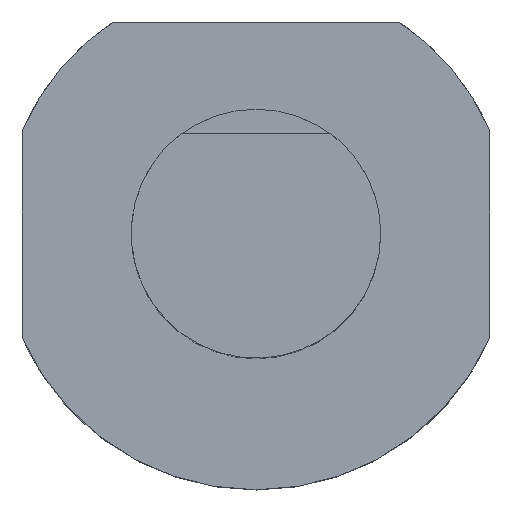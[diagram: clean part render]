
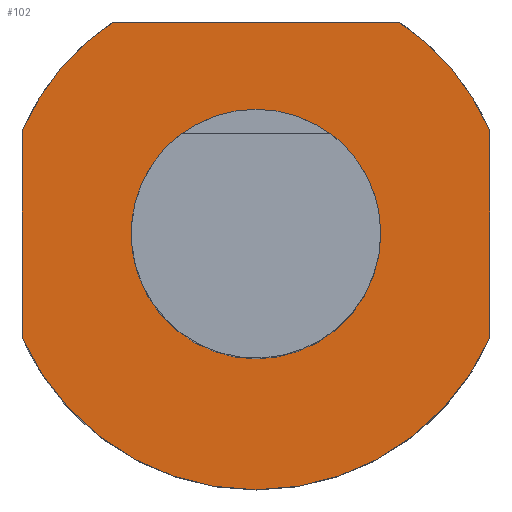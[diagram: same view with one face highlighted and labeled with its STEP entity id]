
A CAD part, top view. The second image highlights one B-rep face of the part: STEP entity #102.
In plain terms, the highlighted planar face has unit normal (0, 0, 1).
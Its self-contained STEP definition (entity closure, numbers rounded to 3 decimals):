
#102=ADVANCED_FACE('',(#179),#151,.T.);
#151=PLANE('',#856);
#179=FACE_OUTER_BOUND('',#218,.T.);
#218=EDGE_LOOP('',(#384,#385,#386,#387,#388,#389));
#278=LINE('',#1209,#331);
#279=LINE('',#1213,#332);
#280=LINE('',#1217,#333);
#331=VECTOR('',#959,1.);
#332=VECTOR('',#962,1.);
#333=VECTOR('',#965,1.);
#384=ORIENTED_EDGE('',*,*,#677,.F.);
#385=ORIENTED_EDGE('',*,*,#678,.T.);
#386=ORIENTED_EDGE('',*,*,#679,.F.);
#387=ORIENTED_EDGE('',*,*,#680,.T.);
#388=ORIENTED_EDGE('',*,*,#681,.F.);
#389=ORIENTED_EDGE('',*,*,#682,.T.);
#602=VERTEX_POINT('',#1207);
#603=VERTEX_POINT('',#1208);
#604=VERTEX_POINT('',#1210);
#605=VERTEX_POINT('',#1212);
#606=VERTEX_POINT('',#1214);
#607=VERTEX_POINT('',#1216);
#677=EDGE_CURVE('',#602,#603,#786,.T.);
#678=EDGE_CURVE('',#602,#604,#278,.T.);
#679=EDGE_CURVE('',#605,#604,#787,.T.);
#680=EDGE_CURVE('',#605,#606,#279,.T.);
#681=EDGE_CURVE('',#607,#606,#788,.T.);
#682=EDGE_CURVE('',#607,#603,#280,.T.);
#786=CIRCLE('',#853,41.);
#787=CIRCLE('',#854,41.);
#788=CIRCLE('',#855,41.);
#853=AXIS2_PLACEMENT_3D('',#1206,#957,#958);
#854=AXIS2_PLACEMENT_3D('',#1211,#960,#961);
#855=AXIS2_PLACEMENT_3D('',#1215,#963,#964);
#856=AXIS2_PLACEMENT_3D('',#1218,#966,#967);
#957=DIRECTION('',(0.,0.,-1.));
#958=DIRECTION('',(1.,0.,0.));
#959=DIRECTION('',(-1.,0.,0.));
#960=DIRECTION('',(0.,0.,-1.));
#961=DIRECTION('',(1.,0.,0.));
#962=DIRECTION('',(0.,-1.,0.));
#963=DIRECTION('',(0.,0.,-1.));
#964=DIRECTION('',(1.,0.,0.));
#965=DIRECTION('',(0.,1.,0.));
#966=DIRECTION('',(0.,0.,1.));
#967=DIRECTION('',(-1.,0.,0.));
#1206=CARTESIAN_POINT('',(0.,0.,0.));
#1207=CARTESIAN_POINT('',(22.913,34.,0.));
#1208=CARTESIAN_POINT('',(37.5,16.576,0.));
#1209=CARTESIAN_POINT('',(-41.,34.,0.));
#1210=CARTESIAN_POINT('',(-22.913,34.,0.));
#1211=CARTESIAN_POINT('',(0.,0.,0.));
#1212=CARTESIAN_POINT('',(-37.5,16.576,0.));
#1213=CARTESIAN_POINT('',(-37.5,0.,0.));
#1214=CARTESIAN_POINT('',(-37.5,-16.576,0.));
#1215=CARTESIAN_POINT('',(0.,0.,0.));
#1216=CARTESIAN_POINT('',(37.5,-16.576,0.));
#1217=CARTESIAN_POINT('',(37.5,0.,0.));
#1218=CARTESIAN_POINT('',(-41.,0.,0.));
